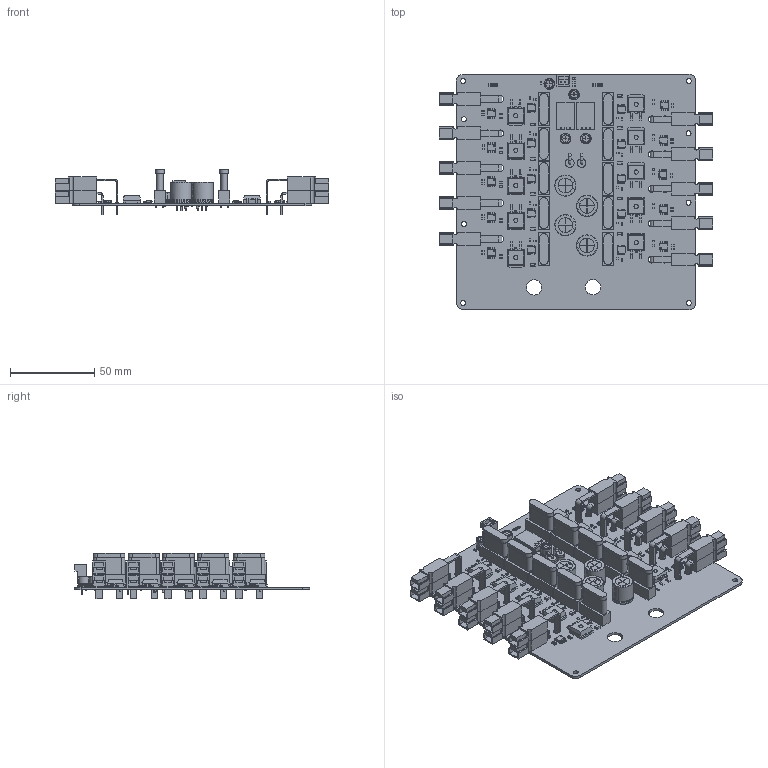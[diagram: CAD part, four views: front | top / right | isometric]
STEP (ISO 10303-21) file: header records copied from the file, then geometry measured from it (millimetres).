
FILE_DESCRIPTION(('KiCad electronic assembly'),'2;1');
FILE_NAME('PowerBoard_Rev1.step','2020-01-20T18:27:00',('An Author'),( 'A Company'),'Open CASCADE STEP processor 6.9', 'KiCad to STEP converter','Unknown');
FILE_SCHEMA(('AUTOMOTIVE_DESIGN { 1 0 10303 214 1 1 1 1 }'));
Length unit declared in the file: millimetre
Products named in the file (30): Open CASCADE STEP translator 6.9 1; C_1206_3216Metric; SOLID; TO-263-2; C_0603_1608Metric; SOIC-8-N7_3.9x4.9mm_P1.27mm; R_0603_1608Metric; Anderson_2_Horisontal_Stacked; COMPOUND; Fuze_Block_with_Fuze; LED_0603_1608Metric; SOIC-8_3.9x4.9mm_P1.27mm; OKI; CP_Radial_D12.5mm_P5.00mm; CP_Radial_D6.3mm_P2.50mm; D_DO-201AD_P5.08mm_Vertical_KathodeUp; Molex_SL_02_Vertical
Assembly tree (152 placements, depth 3):
  Open CASCADE STEP translator 6.9 1
    C_1206_3216Metric  x10
      SOLID
    TO-263-2  x10
      SOLID
    C_0603_1608Metric  x32
      SOLID
    SOIC-8-N7_3.9x4.9mm_P1.27mm  x10
      SOLID
    R_0603_1608Metric  x21
      SOLID
    Anderson_2_Horisontal_Stacked  x10
      COMPOUND
    Fuze_Block_with_Fuze  x10
      SOLID
    LED_0603_1608Metric  x11
      SOLID
    SOIC-8_3.9x4.9mm_P1.27mm  x10
      SOLID
    OKI  x2
      SOLID
    CP_Radial_D12.5mm_P5.00mm  x4
      SOLID
    CP_Radial_D6.3mm_P2.50mm  x4
      SOLID
    D_DO-201AD_P5.08mm_Vertical_KathodeUp  x2
      SOLID
    Molex_SL_02_Vertical
      SOLID
    COMPOUND
Bounding box: 162.56 x 139.7 x 26.87 mm (x, y, z)
Volume: 88401.8 mm3; surface area: 91544.7 mm2
Topology: 148 solids, 156 shells, 7735 faces, 20023 edges, 12902 vertices
Faces by surface type: plane 5161, cylinder 1840, bspline 674, revolution 40, torus 20
Full cylindrical faces by diameter (mm): 0.2 x10, 0.5 x28, 0.6 x10, 0.8 x8, 0.889 x6, 0.9 x10, 1.2 x8, 1.3 x8, 1.6 x4, 1.676 x40, 2.5 x10, 2.946 x8, 4.06 x20, 5.2 x4, 5.22 x2, 7.874 x2, 9.144 x2
Entity records: 71097 total; most frequent: CARTESIAN_POINT 14459, DIRECTION 9484, LINE 5802, VECTOR 5802, ORIENTED_EDGE 4878, PCURVE 4878, DEFINITIONAL_REPRESENTATION 4878, EDGE_CURVE 2439
